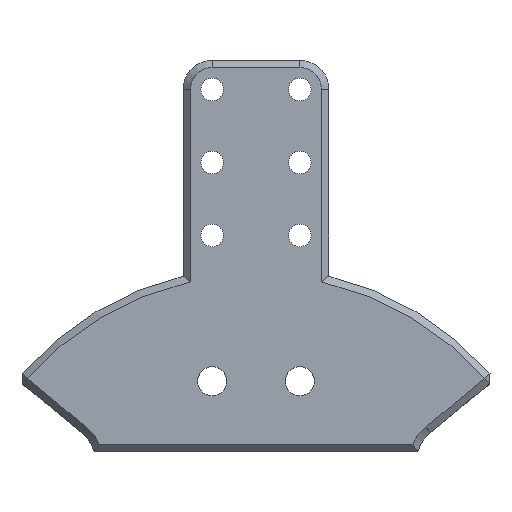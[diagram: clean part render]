
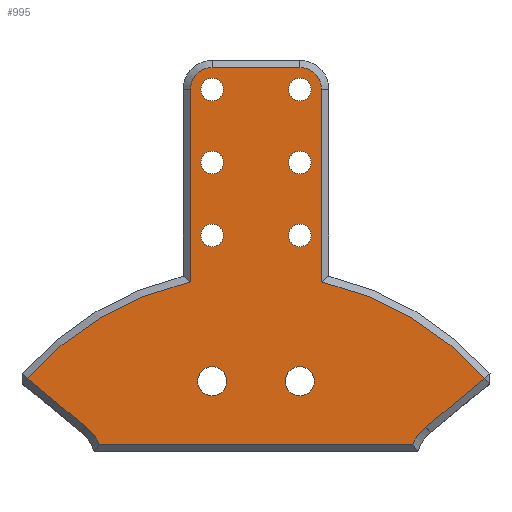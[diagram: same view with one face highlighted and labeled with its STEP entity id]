
A CAD part, top view. The second image highlights one B-rep face of the part: STEP entity #995.
In plain terms, the highlighted planar face has unit normal (0, 0, 1).
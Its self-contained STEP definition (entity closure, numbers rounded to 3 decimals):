
#16=FACE_BOUND('',#295,.T.);
#17=FACE_BOUND('',#296,.T.);
#18=FACE_BOUND('',#297,.T.);
#19=FACE_BOUND('',#298,.T.);
#20=FACE_BOUND('',#299,.T.);
#21=FACE_BOUND('',#300,.T.);
#22=FACE_BOUND('',#301,.T.);
#23=FACE_BOUND('',#302,.T.);
#42=PLANE('',#1081);
#75=LINE('',#1641,#147);
#82=LINE('',#1667,#154);
#83=LINE('',#1671,#155);
#84=LINE('',#1675,#156);
#85=LINE('',#1679,#157);
#86=LINE('',#1685,#158);
#147=VECTOR('',#1225,10.);
#154=VECTOR('',#1246,10.);
#155=VECTOR('',#1249,10.);
#156=VECTOR('',#1252,10.);
#157=VECTOR('',#1255,10.);
#158=VECTOR('',#1260,10.);
#239=FACE_OUTER_BOUND('',#294,.T.);
#294=EDGE_LOOP('',(#747,#748,#749,#750,#751,#752,#753,#754,#755,#756,#757,
#758,#759,#760));
#295=EDGE_LOOP('',(#761));
#296=EDGE_LOOP('',(#762));
#297=EDGE_LOOP('',(#763));
#298=EDGE_LOOP('',(#764));
#299=EDGE_LOOP('',(#765));
#300=EDGE_LOOP('',(#766));
#301=EDGE_LOOP('',(#767));
#302=EDGE_LOOP('',(#768));
#366=CIRCLE('',#1072,41.6);
#368=CIRCLE('',#1079,31.15);
#370=CIRCLE('',#1082,3.);
#371=CIRCLE('',#1083,3.);
#372=CIRCLE('',#1084,41.6);
#373=CIRCLE('',#1085,31.15);
#374=CIRCLE('',#1086,6.);
#375=CIRCLE('',#1087,6.);
#376=CIRCLE('',#1088,2.);
#377=CIRCLE('',#1089,2.);
#378=CIRCLE('',#1090,1.55);
#379=CIRCLE('',#1091,1.55);
#380=CIRCLE('',#1092,1.55);
#381=CIRCLE('',#1093,1.55);
#382=CIRCLE('',#1094,1.55);
#383=CIRCLE('',#1095,1.55);
#454=VERTEX_POINT('',#1625);
#455=VERTEX_POINT('',#1631);
#456=VERTEX_POINT('',#1637);
#462=VERTEX_POINT('',#1655);
#465=VERTEX_POINT('',#1666);
#466=VERTEX_POINT('',#1668);
#467=VERTEX_POINT('',#1670);
#468=VERTEX_POINT('',#1672);
#469=VERTEX_POINT('',#1674);
#470=VERTEX_POINT('',#1676);
#471=VERTEX_POINT('',#1678);
#472=VERTEX_POINT('',#1680);
#473=VERTEX_POINT('',#1682);
#474=VERTEX_POINT('',#1684);
#475=VERTEX_POINT('',#1687);
#476=VERTEX_POINT('',#1689);
#477=VERTEX_POINT('',#1691);
#478=VERTEX_POINT('',#1693);
#479=VERTEX_POINT('',#1695);
#480=VERTEX_POINT('',#1697);
#481=VERTEX_POINT('',#1699);
#482=VERTEX_POINT('',#1701);
#558=EDGE_CURVE('',#455,#454,#366,.T.);
#561=EDGE_CURVE('',#454,#456,#75,.T.);
#568=EDGE_CURVE('',#462,#456,#368,.T.);
#572=EDGE_CURVE('',#465,#455,#82,.T.);
#573=EDGE_CURVE('',#466,#465,#370,.T.);
#574=EDGE_CURVE('',#467,#466,#83,.T.);
#575=EDGE_CURVE('',#468,#467,#371,.T.);
#576=EDGE_CURVE('',#469,#468,#84,.T.);
#577=EDGE_CURVE('',#470,#469,#372,.T.);
#578=EDGE_CURVE('',#471,#470,#85,.T.);
#579=EDGE_CURVE('',#471,#472,#373,.T.);
#580=EDGE_CURVE('',#473,#472,#374,.T.);
#581=EDGE_CURVE('',#474,#473,#86,.T.);
#582=EDGE_CURVE('',#462,#474,#375,.T.);
#583=EDGE_CURVE('',#475,#475,#376,.T.);
#584=EDGE_CURVE('',#476,#476,#377,.T.);
#585=EDGE_CURVE('',#477,#477,#378,.T.);
#586=EDGE_CURVE('',#478,#478,#379,.T.);
#587=EDGE_CURVE('',#479,#479,#380,.T.);
#588=EDGE_CURVE('',#480,#480,#381,.T.);
#589=EDGE_CURVE('',#481,#481,#382,.T.);
#590=EDGE_CURVE('',#482,#482,#383,.T.);
#747=ORIENTED_EDGE('',*,*,#561,.F.);
#748=ORIENTED_EDGE('',*,*,#558,.F.);
#749=ORIENTED_EDGE('',*,*,#572,.F.);
#750=ORIENTED_EDGE('',*,*,#573,.F.);
#751=ORIENTED_EDGE('',*,*,#574,.F.);
#752=ORIENTED_EDGE('',*,*,#575,.F.);
#753=ORIENTED_EDGE('',*,*,#576,.F.);
#754=ORIENTED_EDGE('',*,*,#577,.F.);
#755=ORIENTED_EDGE('',*,*,#578,.F.);
#756=ORIENTED_EDGE('',*,*,#579,.T.);
#757=ORIENTED_EDGE('',*,*,#580,.F.);
#758=ORIENTED_EDGE('',*,*,#581,.F.);
#759=ORIENTED_EDGE('',*,*,#582,.F.);
#760=ORIENTED_EDGE('',*,*,#568,.T.);
#761=ORIENTED_EDGE('',*,*,#583,.T.);
#762=ORIENTED_EDGE('',*,*,#584,.T.);
#763=ORIENTED_EDGE('',*,*,#585,.T.);
#764=ORIENTED_EDGE('',*,*,#586,.T.);
#765=ORIENTED_EDGE('',*,*,#587,.T.);
#766=ORIENTED_EDGE('',*,*,#588,.T.);
#767=ORIENTED_EDGE('',*,*,#589,.T.);
#768=ORIENTED_EDGE('',*,*,#590,.T.);
#995=ADVANCED_FACE('',(#239,#16,#17,#18,#19,#20,#21,#22,#23),#42,.T.);
#1072=AXIS2_PLACEMENT_3D('',#1635,#1218,#1219);
#1079=AXIS2_PLACEMENT_3D('',#1656,#1239,#1240);
#1081=AXIS2_PLACEMENT_3D('',#1665,#1244,#1245);
#1082=AXIS2_PLACEMENT_3D('',#1669,#1247,#1248);
#1083=AXIS2_PLACEMENT_3D('',#1673,#1250,#1251);
#1084=AXIS2_PLACEMENT_3D('',#1677,#1253,#1254);
#1085=AXIS2_PLACEMENT_3D('',#1681,#1256,#1257);
#1086=AXIS2_PLACEMENT_3D('',#1683,#1258,#1259);
#1087=AXIS2_PLACEMENT_3D('',#1686,#1261,#1262);
#1088=AXIS2_PLACEMENT_3D('',#1688,#1263,#1264);
#1089=AXIS2_PLACEMENT_3D('',#1690,#1265,#1266);
#1090=AXIS2_PLACEMENT_3D('',#1692,#1267,#1268);
#1091=AXIS2_PLACEMENT_3D('',#1694,#1269,#1270);
#1092=AXIS2_PLACEMENT_3D('',#1696,#1271,#1272);
#1093=AXIS2_PLACEMENT_3D('',#1698,#1273,#1274);
#1094=AXIS2_PLACEMENT_3D('',#1700,#1275,#1276);
#1095=AXIS2_PLACEMENT_3D('',#1702,#1277,#1278);
#1218=DIRECTION('center_axis',(0.,0.,
-1.));
#1219=DIRECTION('ref_axis',(0.,1.,0.));
#1225=DIRECTION('',(-0.768,-0.64,0.));
#1239=DIRECTION('center_axis',(0.,0.,-1.));
#1240=DIRECTION('ref_axis',(0.,1.,0.));
#1244=DIRECTION('center_axis',(0.,0.,
1.));
#1245=DIRECTION('ref_axis',(-1.,0.,0.));
#1246=DIRECTION('',(0.,-1.,0.));
#1247=DIRECTION('center_axis',(0.,0.,
-1.));
#1248=DIRECTION('ref_axis',(1.,0.,0.));
#1249=DIRECTION('',(1.,0.,0.));
#1250=DIRECTION('center_axis',(0.,0.,
-1.));
#1251=DIRECTION('ref_axis',(0.,1.,0.));
#1252=DIRECTION('',(0.,1.,0.));
#1253=DIRECTION('center_axis',(0.,0.,
-1.));
#1254=DIRECTION('ref_axis',(0.,1.,0.));
#1255=DIRECTION('',(-0.768,0.64,0.));
#1256=DIRECTION('center_axis',(0.,0.,-1.));
#1257=DIRECTION('ref_axis',(0.,1.,0.));
#1258=DIRECTION('center_axis',(0.,0.,
1.));
#1259=DIRECTION('ref_axis',(0.963,0.27,0.));
#1260=DIRECTION('',(-1.,0.,0.));
#1261=DIRECTION('center_axis',(0.,0.,
1.));
#1262=DIRECTION('ref_axis',(-0.614,0.789,0.));
#1263=DIRECTION('center_axis',(0.,0.,
-1.));
#1264=DIRECTION('ref_axis',(-1.,0.,0.));
#1265=DIRECTION('center_axis',(0.,0.,
-1.));
#1266=DIRECTION('ref_axis',(-1.,0.,0.));
#1267=DIRECTION('center_axis',(0.,0.,
-1.));
#1268=DIRECTION('ref_axis',(-1.,0.,0.));
#1269=DIRECTION('center_axis',(0.,0.,
-1.));
#1270=DIRECTION('ref_axis',(-1.,0.,0.));
#1271=DIRECTION('center_axis',(0.,0.,
-1.));
#1272=DIRECTION('ref_axis',(-1.,0.,0.));
#1273=DIRECTION('center_axis',(0.,0.,
-1.));
#1274=DIRECTION('ref_axis',(-1.,0.,0.));
#1275=DIRECTION('center_axis',(0.,0.,
-1.));
#1276=DIRECTION('ref_axis',(-1.,0.,0.));
#1277=DIRECTION('center_axis',(0.,0.,
-1.));
#1278=DIRECTION('ref_axis',(-1.,0.,0.));
#1625=CARTESIAN_POINT('',(31.311,26.994,-76.305));
#1631=CARTESIAN_POINT('',(9.,40.22,-76.305));
#1635=CARTESIAN_POINT('Origin',(0.,-0.395,
-76.305));
#1637=CARTESIAN_POINT('',(23.28,20.302,-76.305));
#1641=CARTESIAN_POINT('',(24.387,21.225,-76.305));
#1655=CARTESIAN_POINT('',(23.274,20.308,-76.305));
#1656=CARTESIAN_POINT('Origin',(0.,-0.395,
-76.305));
#1665=CARTESIAN_POINT('Origin',(0.,43.78,
-76.305));
#1666=CARTESIAN_POINT('',(9.,66.605,-76.305));
#1667=CARTESIAN_POINT('',(9.,36.443,-76.305));
#1668=CARTESIAN_POINT('',(6.,69.605,-76.305));
#1669=CARTESIAN_POINT('Origin',(6.,66.605,-76.305));
#1670=CARTESIAN_POINT('',(-6.,69.605,-76.305));
#1671=CARTESIAN_POINT('',(3.,69.605,-76.305));
#1672=CARTESIAN_POINT('',(-9.,66.605,-76.305));
#1673=CARTESIAN_POINT('Origin',(-6.,66.605,-76.305));
#1674=CARTESIAN_POINT('',(-9.,40.22,-76.305));
#1675=CARTESIAN_POINT('',(-9.,55.192,-76.305));
#1676=CARTESIAN_POINT('',(-31.311,26.994,-76.305));
#1677=CARTESIAN_POINT('Origin',(0.,-0.395,
-76.305));
#1678=CARTESIAN_POINT('',(-23.28,20.302,-76.305));
#1679=CARTESIAN_POINT('',(-24.387,21.225,-76.305));
#1680=CARTESIAN_POINT('',(-23.274,20.308,-76.305));
#1681=CARTESIAN_POINT('Origin',(0.,-0.395,
-76.305));
#1682=CARTESIAN_POINT('',(-21.479,17.955,-76.305));
#1683=CARTESIAN_POINT('Origin',(-27.,15.605,-76.305));
#1684=CARTESIAN_POINT('',(21.479,17.955,-76.305));
#1685=CARTESIAN_POINT('',(-11.093,17.955,-76.305));
#1686=CARTESIAN_POINT('Origin',(27.,15.605,-76.305));
#1687=CARTESIAN_POINT('',(8.,26.605,-76.305));
#1688=CARTESIAN_POINT('Origin',(6.,26.605,-76.305));
#1689=CARTESIAN_POINT('',(-4.,26.605,-76.305));
#1690=CARTESIAN_POINT('Origin',(-6.,26.605,-76.305));
#1691=CARTESIAN_POINT('',(7.55,56.605,-76.305));
#1692=CARTESIAN_POINT('Origin',(6.,56.605,-76.305));
#1693=CARTESIAN_POINT('',(7.55,66.605,-76.305));
#1694=CARTESIAN_POINT('Origin',(6.,66.605,-76.305));
#1695=CARTESIAN_POINT('',(-4.45,66.605,-76.305));
#1696=CARTESIAN_POINT('Origin',(-6.,66.605,-76.305));
#1697=CARTESIAN_POINT('',(-4.45,56.605,-76.305));
#1698=CARTESIAN_POINT('Origin',(-6.,56.605,-76.305));
#1699=CARTESIAN_POINT('',(7.55,46.605,-76.305));
#1700=CARTESIAN_POINT('Origin',(6.,46.605,-76.305));
#1701=CARTESIAN_POINT('',(-4.45,46.605,-76.305));
#1702=CARTESIAN_POINT('Origin',(-6.,46.605,-76.305));
